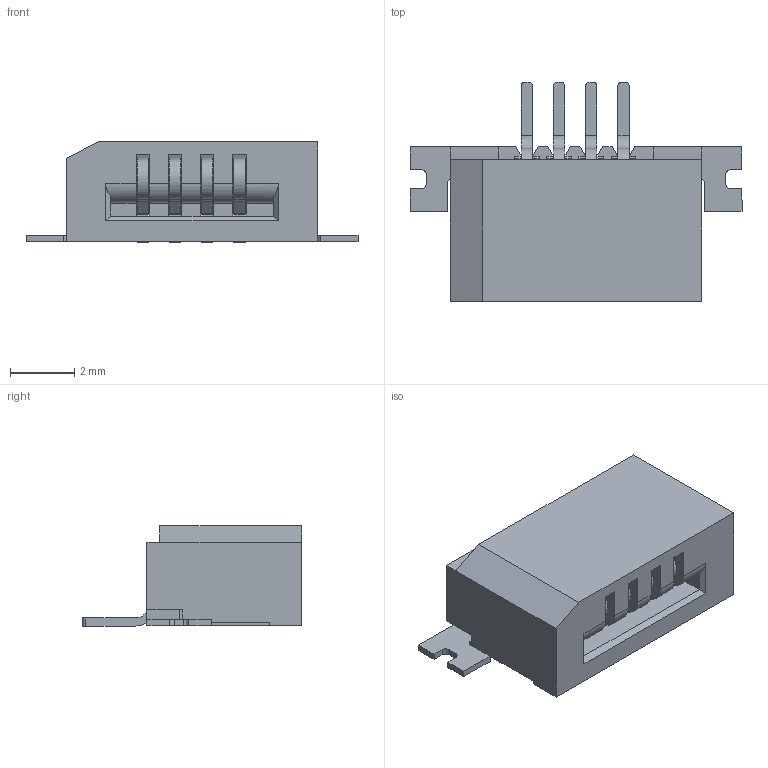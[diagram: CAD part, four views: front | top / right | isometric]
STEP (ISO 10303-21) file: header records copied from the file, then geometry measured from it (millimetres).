
FILE_DESCRIPTION(/* description */ ('Unknown'),/* implementation_level */ '2;1');
FILE_NAME(/* name */ '686104188622',/* time_stamp */ '2019-06-17T16:36:35+02:00',/* author */ ('Unknown'),/* organization */ ('Unknown'),/* preprocessor_version */ 'ST-DEVELOPER v16.7',/* originating_system */ 'DEX',/* authorisation */ $);
FILE_SCHEMA (('AUTOMOTIVE_DESIGN {1 0 10303 214 3 1 1}'));
Length unit declared in the file: millimetre
Products named in the file (5): 6861xx188622; 686104188622; 6861xx188622_Pin; 6861xx188622_PadGh; 6861xx188622_PadDt
Assembly tree (7 placements, depth 2):
  6861xx188622
    686104188622
    6861xx188622_Pin  x4
    6861xx188622_PadGh
    6861xx188622_PadDt
Bounding box: 10.3 x 6.8 x 3.11 mm (x, y, z)
Volume: 94 mm3; surface area: 330 mm2
Topology: 7 solids, 7 shells, 382 faces, 1094 edges, 719 vertices
Faces by surface type: plane 295, cylinder 87
Entity records: 7650 total; most frequent: CARTESIAN_POINT 1345, ORIENTED_EDGE 1336, DIRECTION 1218, EDGE_CURVE 668, LINE 598, VECTOR 598, VERTEX_POINT 437, AXIS2_PLACEMENT_3D 310
